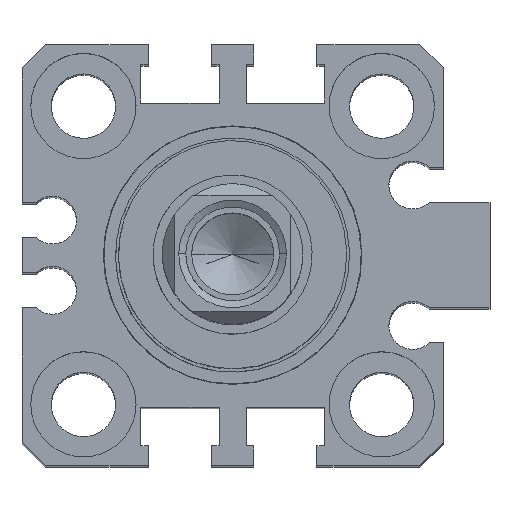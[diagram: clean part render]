
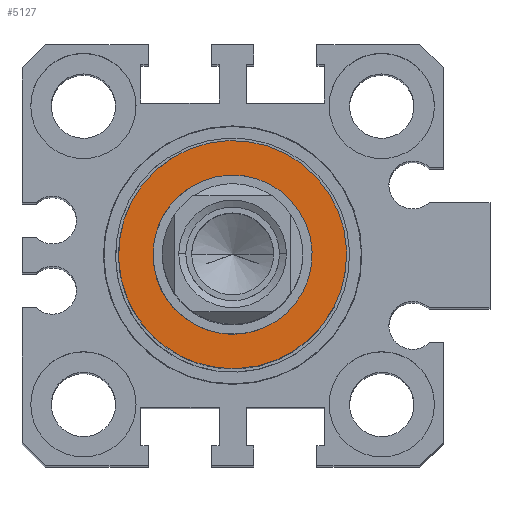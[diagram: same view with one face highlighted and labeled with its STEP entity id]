
A CAD part, top view. The second image highlights one B-rep face of the part: STEP entity #5127.
In plain terms, the highlighted planar face has unit normal (0, 0, 1).
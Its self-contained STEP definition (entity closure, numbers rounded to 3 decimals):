
#5040=AXIS2_PLACEMENT_3D('Circle Axis2P3D',#5038,#5039,$) ;
#5103=AXIS2_PLACEMENT_3D('Plane Axis2P3D',#5100,#5101,#5102) ;
#5107=AXIS2_PLACEMENT_3D('Circle Axis2P3D',#5105,#5106,$) ;
#5116=AXIS2_PLACEMENT_3D('Circle Axis2P3D',#5114,#5115,$) ;
#5035=CARTESIAN_POINT('Vertex',(3.637,-5.746,26.5)) ;
#5038=CARTESIAN_POINT('Axis2P3D Location',(0.,0.,26.5)) ;
#5042=CARTESIAN_POINT('Vertex',(-3.637,5.746,26.5)) ;
#5070=CARTESIAN_POINT('Control Point',(3.637,-5.746,26.5)) ;
#5071=CARTESIAN_POINT('Control Point',(2.735,-6.317,26.5)) ;
#5072=CARTESIAN_POINT('Control Point',(1.72,-6.711,26.5)) ;
#5073=CARTESIAN_POINT('Control Point',(0.639,-6.898,26.5)) ;
#5074=CARTESIAN_POINT('Control Point',(-1.537,-6.839,26.5)) ;
#5075=CARTESIAN_POINT('Control Point',(-3.529,-5.961,26.5)) ;
#5076=CARTESIAN_POINT('Control Point',(-4.426,-5.33,26.5)) ;
#5077=CARTESIAN_POINT('Control Point',(-5.923,-3.749,26.5)) ;
#5078=CARTESIAN_POINT('Control Point',(-6.711,-1.72,26.5)) ;
#5079=CARTESIAN_POINT('Control Point',(-6.898,-0.639,26.5)) ;
#5080=CARTESIAN_POINT('Control Point',(-6.839,1.537,26.5)) ;
#5081=CARTESIAN_POINT('Control Point',(-5.961,3.529,26.5)) ;
#5082=CARTESIAN_POINT('Control Point',(-5.33,4.426,26.5)) ;
#5083=CARTESIAN_POINT('Control Point',(-4.54,5.174,26.5)) ;
#5084=CARTESIAN_POINT('Control Point',(-3.637,5.746,26.5)) ;
#5100=CARTESIAN_POINT('Axis2P3D Location',(8.238,5.215,26.5)) ;
#5105=CARTESIAN_POINT('Axis2P3D Location',(0.,0.,26.5)) ;
#5109=CARTESIAN_POINT('Vertex',(-5.215,8.238,26.5)) ;
#5111=CARTESIAN_POINT('Vertex',(5.215,-8.238,26.5)) ;
#5114=CARTESIAN_POINT('Axis2P3D Location',(0.,0.,26.5)) ;
#5039=DIRECTION('Axis2P3D Direction',(0.,0.,-1.)) ;
#5101=DIRECTION('Axis2P3D Direction',(0.,0.,-1.)) ;
#5102=DIRECTION('Axis2P3D XDirection',(-0.535,0.845,0.)) ;
#5106=DIRECTION('Axis2P3D Direction',(0.,0.,-1.)) ;
#5115=DIRECTION('Axis2P3D Direction',(0.,0.,-1.)) ;
#5120=ORIENTED_EDGE('',*,*,#5113,.F.) ;
#5121=ORIENTED_EDGE('',*,*,#5118,.F.) ;
#5124=ORIENTED_EDGE('',*,*,#5044,.T.) ;
#5125=ORIENTED_EDGE('',*,*,#5085,.T.) ;
#5126=FACE_BOUND('',#5123,.T.) ;
#5127=ADVANCED_FACE('SCQ_20_S_TUENKERS',(#5122,#5126),#5104,.F.) ;
#5069=B_SPLINE_CURVE_WITH_KNOTS('',5,(#5070,#5071,#5072,#5073,#5074,#5075,#5076,#5077,#5078,#5079,#5080,#5081,#5082,#5083,#5084),.UNSPECIFIED.,.F.,.U.,(6,3,3,3,6),(-10.681,-5.341,0.,5.341,10.681),.UNSPECIFIED.) ;
#5041=CIRCLE('generated circle',#5040,6.8) ;
#5108=CIRCLE('generated circle',#5107,9.75) ;
#5117=CIRCLE('generated circle',#5116,9.75) ;
#5044=EDGE_CURVE('',#5043,#5036,#5041,.T.) ;
#5085=EDGE_CURVE('',#5036,#5043,#5069,.T.) ;
#5113=EDGE_CURVE('',#5110,#5112,#5108,.T.) ;
#5118=EDGE_CURVE('',#5112,#5110,#5117,.T.) ;
#5119=EDGE_LOOP('',(#5120,#5121)) ;
#5123=EDGE_LOOP('',(#5124,#5125)) ;
#5122=FACE_OUTER_BOUND('',#5119,.T.) ;
#5104=PLANE('Plane',#5103) ;
#5036=VERTEX_POINT('',#5035) ;
#5043=VERTEX_POINT('',#5042) ;
#5110=VERTEX_POINT('',#5109) ;
#5112=VERTEX_POINT('',#5111) ;
